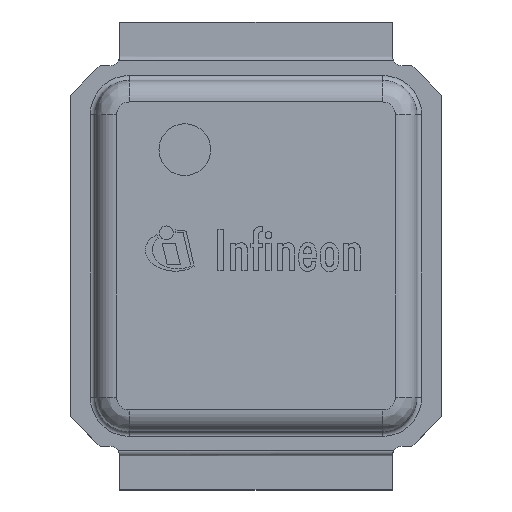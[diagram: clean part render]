
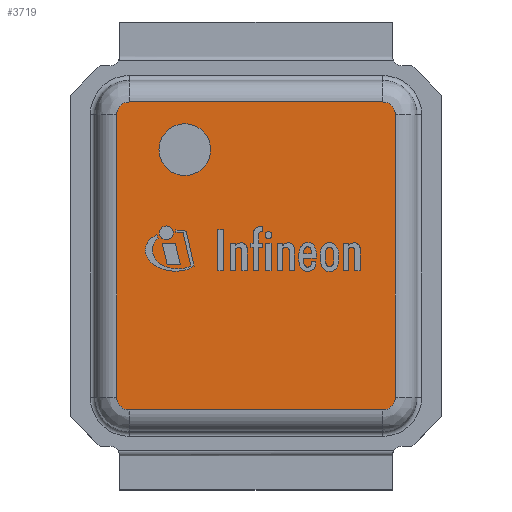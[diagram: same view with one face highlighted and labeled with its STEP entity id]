
A CAD part, top view. The second image highlights one B-rep face of the part: STEP entity #3719.
In plain terms, the highlighted planar face has unit normal (0, 0, 1).
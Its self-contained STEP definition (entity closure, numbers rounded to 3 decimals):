
#97=CIRCLE('',#3945,0.265);
#118=CIRCLE('',#3984,0.129);
#119=CIRCLE('',#3985,0.129);
#120=CIRCLE('',#3986,0.129);
#121=CIRCLE('',#3987,0.129);
#224=FACE_BOUND('',#693,.T.);
#452=FACE_OUTER_BOUND('',#692,.T.);
#692=EDGE_LOOP('',(#3043,#3044,#3045,#3046,#3047,#3048,#3049,#3050));
#693=EDGE_LOOP('',(#3051));
#1079=LINE('',#6228,#1445);
#1080=LINE('',#6232,#1446);
#1081=LINE('',#6236,#1447);
#1082=LINE('',#6240,#1448);
#1445=VECTOR('',#4722,1000.);
#1446=VECTOR('',#4725,1000.);
#1447=VECTOR('',#4728,1000.);
#1448=VECTOR('',#4731,1000.);
#1706=VERTEX_POINT('',#6050);
#1779=VERTEX_POINT('',#6226);
#1780=VERTEX_POINT('',#6227);
#1781=VERTEX_POINT('',#6229);
#1782=VERTEX_POINT('',#6231);
#1783=VERTEX_POINT('',#6233);
#1784=VERTEX_POINT('',#6235);
#1785=VERTEX_POINT('',#6237);
#1786=VERTEX_POINT('',#6239);
#2134=EDGE_CURVE('',#1706,#1706,#97,.T.);
#2219=EDGE_CURVE('',#1779,#1780,#1079,.T.);
#2220=EDGE_CURVE('',#1780,#1781,#118,.T.);
#2221=EDGE_CURVE('',#1781,#1782,#1080,.T.);
#2222=EDGE_CURVE('',#1782,#1783,#119,.T.);
#2223=EDGE_CURVE('',#1783,#1784,#1081,.T.);
#2224=EDGE_CURVE('',#1784,#1785,#120,.T.);
#2225=EDGE_CURVE('',#1785,#1786,#1082,.T.);
#2226=EDGE_CURVE('',#1786,#1779,#121,.T.);
#3043=ORIENTED_EDGE('',*,*,#2219,.T.);
#3044=ORIENTED_EDGE('',*,*,#2220,.T.);
#3045=ORIENTED_EDGE('',*,*,#2221,.T.);
#3046=ORIENTED_EDGE('',*,*,#2222,.T.);
#3047=ORIENTED_EDGE('',*,*,#2223,.T.);
#3048=ORIENTED_EDGE('',*,*,#2224,.T.);
#3049=ORIENTED_EDGE('',*,*,#2225,.T.);
#3050=ORIENTED_EDGE('',*,*,#2226,.T.);
#3051=ORIENTED_EDGE('',*,*,#2134,.F.);
#3557=PLANE('',#3983);
#3719=ADVANCED_FACE('',(#452,#224),#3557,.T.);
#3945=AXIS2_PLACEMENT_3D('',#6051,#4580,#4581);
#3983=AXIS2_PLACEMENT_3D('',#6225,#4720,#4721);
#3984=AXIS2_PLACEMENT_3D('',#6230,#4723,#4724);
#3985=AXIS2_PLACEMENT_3D('',#6234,#4726,#4727);
#3986=AXIS2_PLACEMENT_3D('',#6238,#4729,#4730);
#3987=AXIS2_PLACEMENT_3D('',#6241,#4732,#4733);
#4580=DIRECTION('center_axis',(0.,0.,1.));
#4581=DIRECTION('ref_axis',(1.,0.,0.));
#4720=DIRECTION('center_axis',(0.,0.,1.));
#4721=DIRECTION('ref_axis',(1.,0.,0.));
#4722=DIRECTION('',(-1.,0.,0.));
#4723=DIRECTION('center_axis',(0.,0.,1.));
#4724=DIRECTION('ref_axis',(1.,0.,0.));
#4725=DIRECTION('',(0.,-1.,0.));
#4726=DIRECTION('center_axis',(0.,0.,1.));
#4727=DIRECTION('ref_axis',(1.,0.,0.));
#4728=DIRECTION('',(1.,0.,0.));
#4729=DIRECTION('center_axis',(0.,0.,1.));
#4730=DIRECTION('ref_axis',(1.,0.,0.));
#4731=DIRECTION('',(0.,1.,0.));
#4732=DIRECTION('center_axis',(0.,0.,1.));
#4733=DIRECTION('ref_axis',(1.,0.,0.));
#6050=CARTESIAN_POINT('',(-0.465,1.09,0.7));
#6051=CARTESIAN_POINT('Origin',(-0.73,1.09,0.7));
#6225=CARTESIAN_POINT('Origin',(0.,0.,0.7));
#6226=CARTESIAN_POINT('',(1.3,1.579,0.7));
#6227=CARTESIAN_POINT('',(-1.3,1.579,0.7));
#6228=CARTESIAN_POINT('',(-1.3,1.579,0.7));
#6229=CARTESIAN_POINT('',(-1.429,1.45,0.7));
#6230=CARTESIAN_POINT('Origin',(-1.3,1.45,0.7));
#6231=CARTESIAN_POINT('',(-1.429,-1.45,0.7));
#6232=CARTESIAN_POINT('',(-1.429,-1.45,0.7));
#6233=CARTESIAN_POINT('',(-1.3,-1.579,0.7));
#6234=CARTESIAN_POINT('Origin',(-1.3,-1.45,0.7));
#6235=CARTESIAN_POINT('',(1.3,-1.579,0.7));
#6236=CARTESIAN_POINT('',(1.3,-1.579,0.7));
#6237=CARTESIAN_POINT('',(1.429,-1.45,0.7));
#6238=CARTESIAN_POINT('Origin',(1.3,-1.45,0.7));
#6239=CARTESIAN_POINT('',(1.429,1.45,0.7));
#6240=CARTESIAN_POINT('',(1.429,1.45,0.7));
#6241=CARTESIAN_POINT('Origin',(1.3,1.45,0.7));
